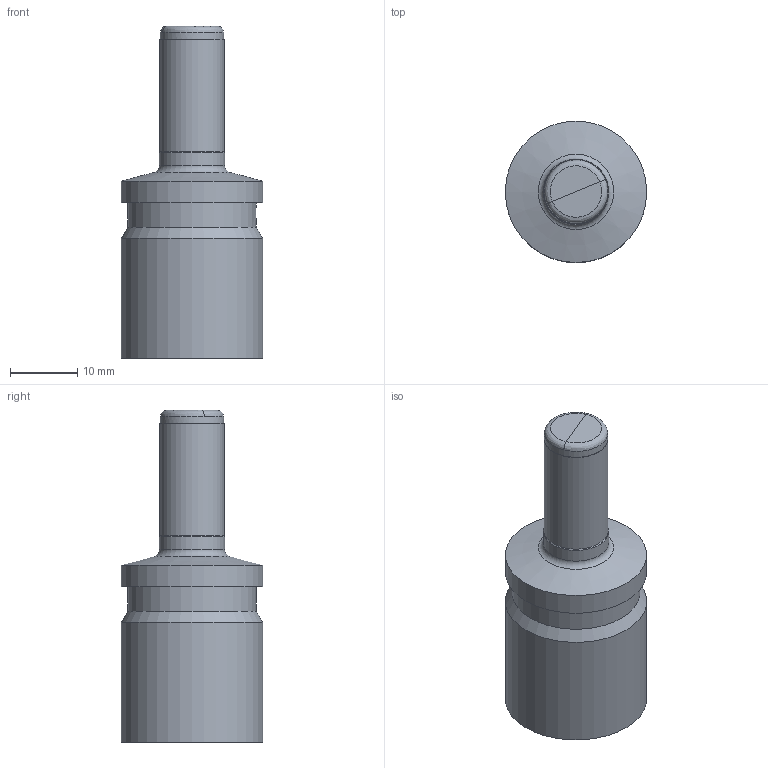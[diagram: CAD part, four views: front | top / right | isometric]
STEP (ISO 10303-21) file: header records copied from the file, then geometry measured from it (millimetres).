
FILE_DESCRIPTION(/* description */ ('CAx-IF Rec.Pracs.---Representation and Presentation of Product Manufacturing Information (PMI)---4.0---2014-10-13','CAx-IF Rec.Pracs.---3D Tessellated Geometry---0.4---2014-09-14','2;1'),/* implementation_level */ '2;1');
FILE_NAME(/* name */ 'CHSM300-120',/* time_stamp */ '2023-03-29T14:50:32+08:00',/* author */ (''),/* organization */ (''),/* preprocessor_version */ 'ST-DEVELOPER v18.1',/* originating_system */ 'SIEMENS PLM Software NX 1980',/* authorisation */ $);
FILE_SCHEMA (('AP242_MANAGED_MODEL_BASED_3D_ENGINEERING_MIM_LF { 1 0 10303 442 3 1 4 }'));
Length unit declared in the file: millimetre
Products named in the file (1): CHSM300-120
Bounding box: 20.95 x 20.95 x 49.2 mm (x, y, z)
Volume: 5815.4 mm3; surface area: 4418.2 mm2
Topology: 1 solids, 2 shells, 47 faces, 111 edges, 72 vertices
Faces by surface type: cylinder 18, plane 17, cone 9, bspline 2, torus 1
Full cylindrical faces by diameter (mm): 2 x1, 4.5 x1, 5 x1, 9.4 x1, 9.5 x1, 9.7 x1, 15.5 x1, 19 x1, 20.95 x2
Entity records: 1753 total; most frequent: CARTESIAN_POINT 337, DIRECTION 228, ORIENTED_EDGE 168, AXIS2_PLACEMENT_3D 97, EDGE_CURVE 84, FACE_BOUND 72, EDGE_LOOP 71, VERTEX_POINT 64
